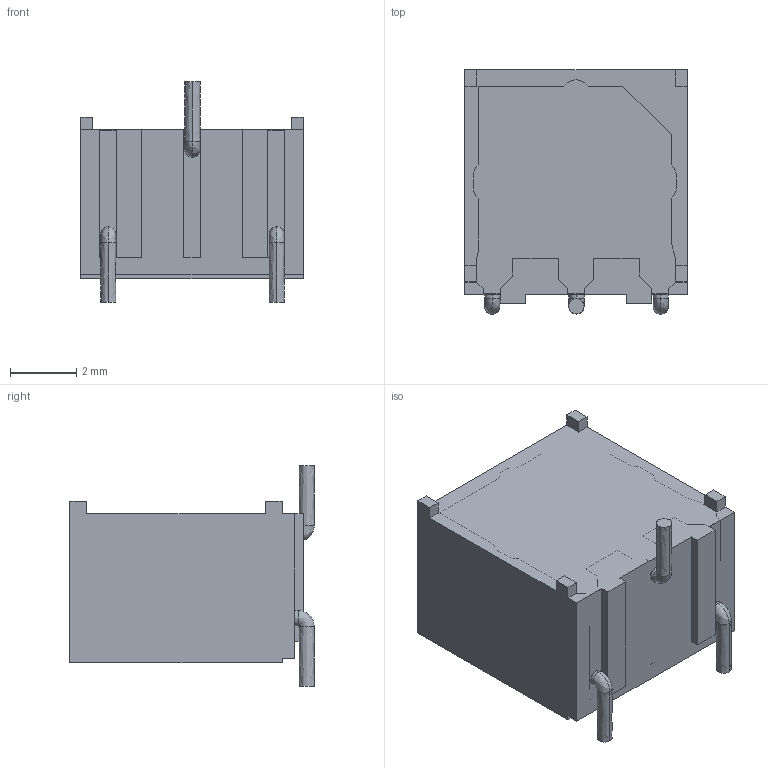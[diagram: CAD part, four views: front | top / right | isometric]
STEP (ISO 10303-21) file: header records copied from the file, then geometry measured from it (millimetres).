
FILE_DESCRIPTION((''),'2;1');
FILE_NAME('30336-100XX_ASM','2008-08-13T',('minhn'),('Bourns, Inc.'),'PRO/ENGINEER BY PARAMETRIC TECHNOLOGY CORPORATION, 2001200','PRO/ENGINEER BY PARAMETRIC TECHNOLOGY CORPORATION, 2001200','');
FILE_SCHEMA(('AUTOMOTIVE_DESIGN_CC2 { 1 2 10303 214 -1 1 5 2 }'));
Length unit declared in the file: inch
Products named in the file (2): 33756-71008; 30336-100XX_ASM
Assembly tree (1 placements, depth 2):
  30336-100XX_ASM
    33756-71008
Bounding box: 6.71 x 7.37 x 6.65 mm (x, y, z)
Volume: 150.9 mm3; surface area: 588.4 mm2
Topology: 1 solids, 5 shells, 740 faces, 2069 edges, 1342 vertices
Faces by surface type: bspline 740
Entity records: 34782 total; most frequent: CARTESIAN_POINT 11677, ORIENTED_EDGE 4130, DIRECTION 2390, PRESENTATION_STYLE_ASSIGNMENT 2071, STYLED_ITEM 2066, CURVE_STYLE 2065, EDGE_CURVE 2065, VECTOR 1548
